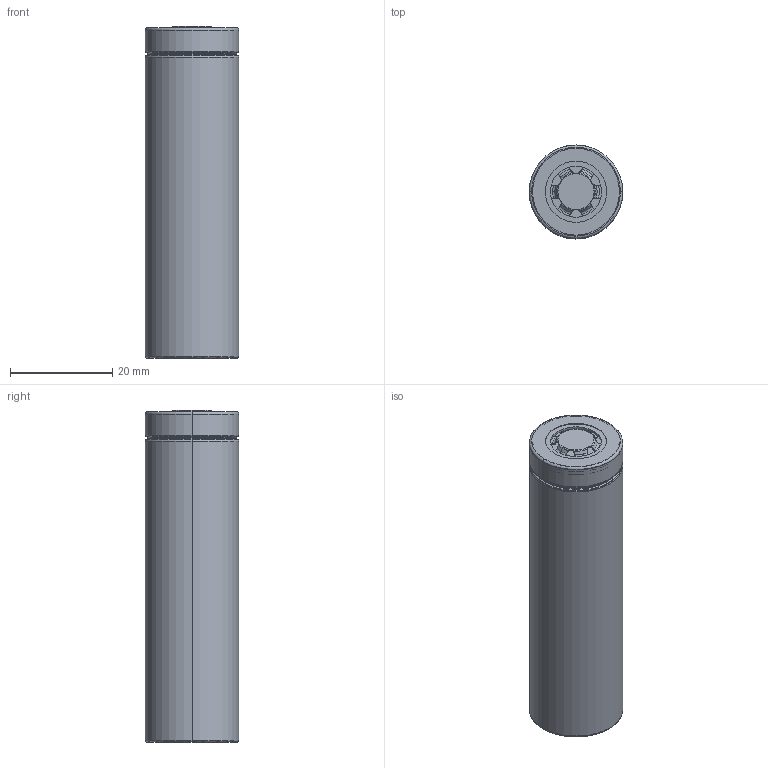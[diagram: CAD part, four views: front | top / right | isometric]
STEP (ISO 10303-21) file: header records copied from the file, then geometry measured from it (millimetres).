
FILE_DESCRIPTION (( 'STEP AP214' ), '1' );
FILE_NAME ('PANASONIC_NCR-18650B.STEP', '2015-04-14T20:59:41', ( '' ), ( '' ), '', '5', '' );
FILE_SCHEMA (( '' ));
Length unit declared in the file: millimetre
Products named in the file (1): PANASONIC_NCR-18650B
Bounding box: 18.3 x 18.3 x 65 mm (x, y, z)
Volume: 16859.8 mm3; surface area: 13427.3 mm2
Topology: 5 solids, 5 shells, 152 faces, 396 edges, 250 vertices
Faces by surface type: torus 50, cylinder 48, plane 30, cone 22, bspline 2
Entity records: 5172 total; most frequent: CARTESIAN_POINT 1377, DIRECTION 796, ORIENTED_EDGE 792, EDGE_CURVE 396, AXIS2_PLACEMENT_3D 351, VERTEX_POINT 250, CIRCLE 200, EDGE_LOOP 164
